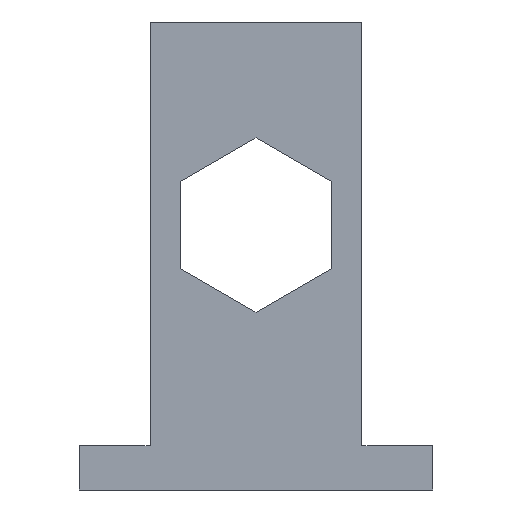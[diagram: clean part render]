
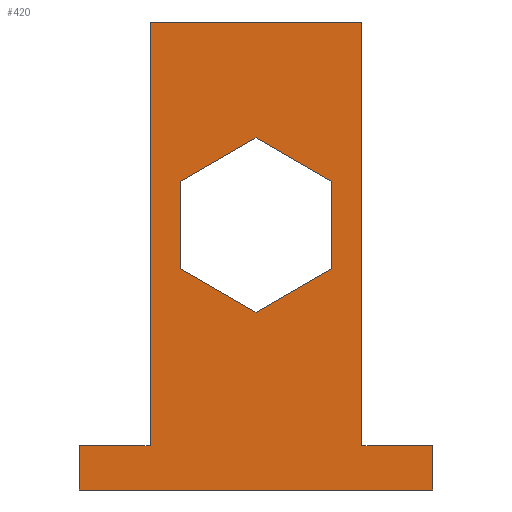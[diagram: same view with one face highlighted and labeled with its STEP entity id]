
A CAD part, front view. The second image highlights one B-rep face of the part: STEP entity #420.
In plain terms, the highlighted planar face has unit normal (0, -1, 0).
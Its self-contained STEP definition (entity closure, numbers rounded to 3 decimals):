
#20=FACE_BOUND('',#67,.T.);
#43=FACE_OUTER_BOUND('',#66,.T.);
#66=EDGE_LOOP('',(#339,#340,#341,#342,#343,#344,#345,#346));
#67=EDGE_LOOP('',(#347,#348,#349,#350,#351,#352));
#80=LINE('',#584,#131);
#83=LINE('',#590,#134);
#86=LINE('',#596,#137);
#89=LINE('',#602,#140);
#92=LINE('',#608,#143);
#95=LINE('',#612,#146);
#96=LINE('',#616,#147);
#102=LINE('',#631,#153);
#108=LINE('',#645,#159);
#113=LINE('',#656,#164);
#116=LINE('',#664,#167);
#120=LINE('',#672,#171);
#122=LINE('',#675,#173);
#123=LINE('',#676,#174);
#131=VECTOR('',#475,10.);
#134=VECTOR('',#480,10.);
#137=VECTOR('',#485,10.);
#140=VECTOR('',#490,10.);
#143=VECTOR('',#495,10.);
#146=VECTOR('',#500,10.);
#147=VECTOR('',#503,10.);
#153=VECTOR('',#513,10.);
#159=VECTOR('',#523,10.);
#164=VECTOR('',#532,10.);
#167=VECTOR('',#539,10.);
#171=VECTOR('',#547,10.);
#173=VECTOR('',#551,10.);
#174=VECTOR('',#552,10.);
#182=VERTEX_POINT('',#581);
#183=VERTEX_POINT('',#583);
#185=VERTEX_POINT('',#589);
#187=VERTEX_POINT('',#595);
#189=VERTEX_POINT('',#601);
#191=VERTEX_POINT('',#607);
#192=VERTEX_POINT('',#614);
#193=VERTEX_POINT('',#615);
#199=VERTEX_POINT('',#629);
#200=VERTEX_POINT('',#630);
#206=VERTEX_POINT('',#644);
#210=VERTEX_POINT('',#654);
#213=VERTEX_POINT('',#662);
#215=VERTEX_POINT('',#671);
#220=EDGE_CURVE('',#183,#182,#80,.T.);
#223=EDGE_CURVE('',#185,#183,#83,.T.);
#226=EDGE_CURVE('',#187,#185,#86,.T.);
#229=EDGE_CURVE('',#189,#187,#89,.T.);
#232=EDGE_CURVE('',#191,#189,#92,.T.);
#235=EDGE_CURVE('',#182,#191,#95,.T.);
#236=EDGE_CURVE('',#192,#193,#96,.T.);
#243=EDGE_CURVE('',#199,#200,#102,.T.);
#250=EDGE_CURVE('',#206,#200,#108,.T.);
#256=EDGE_CURVE('',#192,#210,#113,.T.);
#260=EDGE_CURVE('',#210,#213,#116,.T.);
#264=EDGE_CURVE('',#215,#206,#120,.T.);
#266=EDGE_CURVE('',#199,#193,#122,.T.);
#267=EDGE_CURVE('',#215,#213,#123,.T.);
#339=ORIENTED_EDGE('',*,*,#266,.T.);
#340=ORIENTED_EDGE('',*,*,#236,.F.);
#341=ORIENTED_EDGE('',*,*,#256,.T.);
#342=ORIENTED_EDGE('',*,*,#260,.T.);
#343=ORIENTED_EDGE('',*,*,#267,.F.);
#344=ORIENTED_EDGE('',*,*,#264,.T.);
#345=ORIENTED_EDGE('',*,*,#250,.T.);
#346=ORIENTED_EDGE('',*,*,#243,.F.);
#347=ORIENTED_EDGE('',*,*,#229,.T.);
#348=ORIENTED_EDGE('',*,*,#226,.T.);
#349=ORIENTED_EDGE('',*,*,#223,.T.);
#350=ORIENTED_EDGE('',*,*,#220,.T.);
#351=ORIENTED_EDGE('',*,*,#235,.T.);
#352=ORIENTED_EDGE('',*,*,#232,.T.);
#402=PLANE('',#459);
#420=ADVANCED_FACE('',(#43,#20),#402,.F.);
#459=AXIS2_PLACEMENT_3D('',#674,#549,#550);
#475=DIRECTION('',(-0.866,0.,0.5));
#480=DIRECTION('',(-0.866,0.,-0.5));
#485=DIRECTION('',(0.,0.,-1.));
#490=DIRECTION('',(0.866,0.,-0.5));
#495=DIRECTION('',(0.866,0.,0.5));
#500=DIRECTION('',(0.,0.,1.));
#503=DIRECTION('',(0.,0.,1.));
#513=DIRECTION('',(0.,0.,-1.));
#523=DIRECTION('',(-1.,0.,0.));
#532=DIRECTION('',(-1.,0.,0.));
#539=DIRECTION('',(0.,0.,-1.));
#547=DIRECTION('',(0.,0.,1.));
#549=DIRECTION('center_axis',(0.,1.,0.));
#550=DIRECTION('ref_axis',(1.,0.,0.));
#551=DIRECTION('',(-1.,0.,0.));
#552=DIRECTION('',(-1.,0.,0.));
#581=CARTESIAN_POINT('',(11.45,0.,15.064));
#583=CARTESIAN_POINT('',(20.,0.,10.127));
#584=CARTESIAN_POINT('',(17.538,0.,11.549));
#589=CARTESIAN_POINT('',(28.55,0.,15.064));
#590=CARTESIAN_POINT('',(26.737,0.,14.017));
#595=CARTESIAN_POINT('',(28.55,0.,24.936));
#596=CARTESIAN_POINT('',(28.55,0.,23.218));
#601=CARTESIAN_POINT('',(20.,0.,29.873));
#602=CARTESIAN_POINT('',(21.813,0.,28.826));
#607=CARTESIAN_POINT('',(11.45,0.,24.936));
#608=CARTESIAN_POINT('',(13.912,0.,26.358));
#612=CARTESIAN_POINT('',(11.45,0.,18.282));
#614=CARTESIAN_POINT('',(8.,0.,-5.));
#615=CARTESIAN_POINT('',(8.,0.,43.));
#616=CARTESIAN_POINT('',(8.,0.,3.));
#629=CARTESIAN_POINT('',(32.,0.,43.));
#630=CARTESIAN_POINT('',(32.,0.,-5.));
#631=CARTESIAN_POINT('',(32.,0.,23.));
#644=CARTESIAN_POINT('',(40.,0.,-5.));
#645=CARTESIAN_POINT('',(27.5,0.,-5.));
#654=CARTESIAN_POINT('',(0.,0.,-5.));
#656=CARTESIAN_POINT('',(12.5,0.,-5.));
#662=CARTESIAN_POINT('',(0.,0.,-10.));
#664=CARTESIAN_POINT('',(0.,0.,0.));
#671=CARTESIAN_POINT('',(40.,0.,-10.));
#672=CARTESIAN_POINT('',(40.,0.,0.));
#674=CARTESIAN_POINT('Origin',(20.,0.,21.5));
#675=CARTESIAN_POINT('',(10.,0.,43.));
#676=CARTESIAN_POINT('',(0.,0.,-10.));
